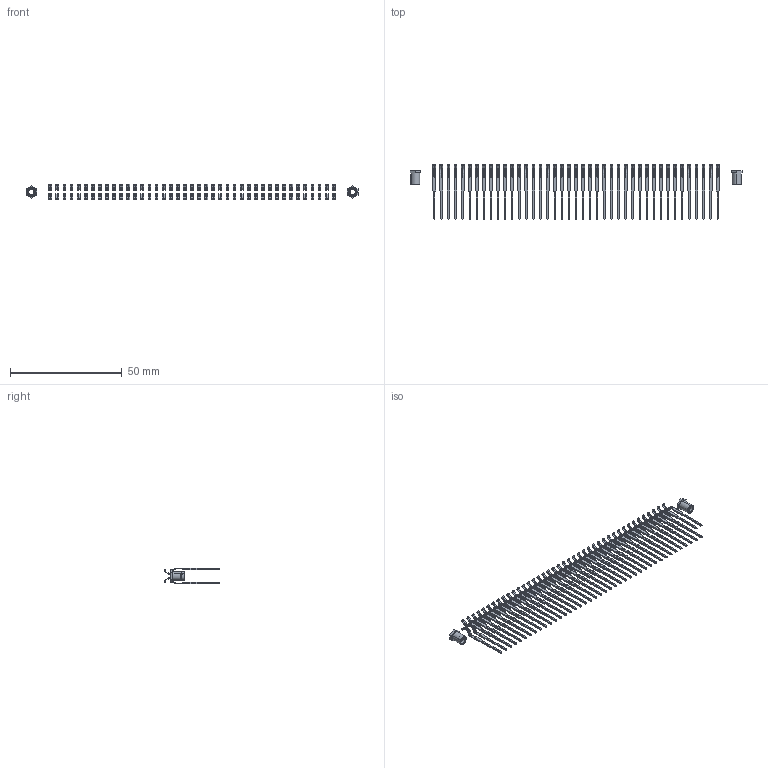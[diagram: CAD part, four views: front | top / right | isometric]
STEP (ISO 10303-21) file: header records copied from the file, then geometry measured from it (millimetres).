
FILE_DESCRIPTION (( 'STEP AP203' ), '1' );
FILE_NAME ('346-082-522-807.STEP', '2018-08-29T09:14:31', ( '' ), ( '' ), 'SwSTEP 2.0', 'SolidWorks 2016', '' );
FILE_SCHEMA (( 'CONFIG_CONTROL_DESIGN' ));
Length unit declared in the file: inch
Products named in the file (4): 346 Part_0.170 Offset - 0.156 Dia-TI; 345-292-001_345-293-122; 345-250-001_345-250-005-103; 346-082-522-807
Assembly tree (85 placements, depth 2):
  346-082-522-807
    346 Part_0.170 Offset - 0.156 Dia-TI
    345-292-001_345-293-122  x82
    345-250-001_345-250-005-103  x2
Bounding box: 148.77 x 24.51 x 6.99 mm (x, y, z)
Volume: 1040.4 mm3; surface area: 6845.5 mm2
Topology: 84 solids, 84 shells, 3818 faces, 11088 edges, 7276 vertices
Faces by surface type: plane 2478, cylinder 1324, cone 12, torus 4
Entity records: 28228 total; most frequent: CARTESIAN_POINT 4639, ORIENTED_EDGE 4566, DIRECTION 4165, EDGE_CURVE 2283, VECTOR 1967, LINE 1967, VERTEX_POINT 1516, AXIS2_PLACEMENT_3D 1099
